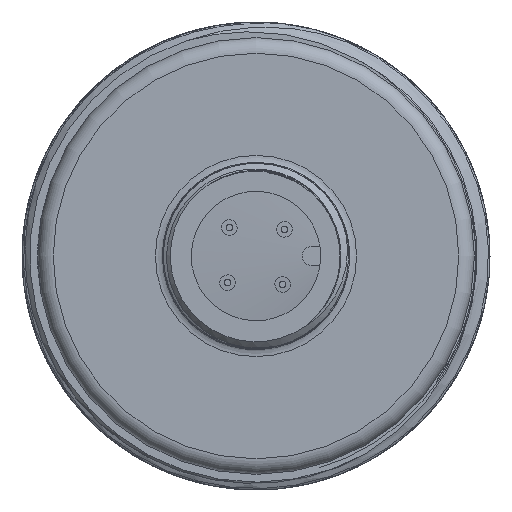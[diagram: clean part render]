
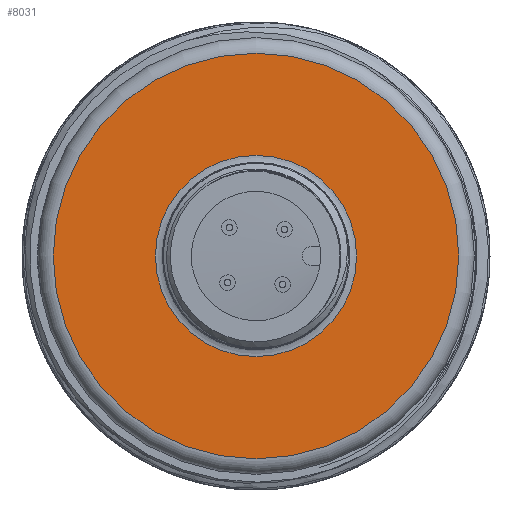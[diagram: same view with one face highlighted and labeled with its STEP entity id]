
A CAD part, front view. The second image highlights one B-rep face of the part: STEP entity #8031.
In plain terms, the highlighted planar face has unit normal (0, -1, 0).
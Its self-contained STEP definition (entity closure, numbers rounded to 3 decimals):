
#372=FACE_BOUND('',#1543,.T.);
#684=PLANE('',#8615);
#1093=FACE_OUTER_BOUND('',#1542,.T.);
#1542=EDGE_LOOP('',(#7517,#7518));
#1543=EDGE_LOOP('',(#7519,#7520));
#3437=CIRCLE('',#8613,6.45);
#3438=CIRCLE('',#8614,6.45);
#3439=CIRCLE('',#8616,13.);
#3440=CIRCLE('',#8617,13.);
#4193=VERTEX_POINT('',#27346);
#4194=VERTEX_POINT('',#27348);
#4195=VERTEX_POINT('',#27352);
#4196=VERTEX_POINT('',#27353);
#5311=EDGE_CURVE('',#4193,#4194,#3437,.T.);
#5312=EDGE_CURVE('',#4194,#4193,#3438,.T.);
#5313=EDGE_CURVE('',#4195,#4196,#3439,.T.);
#5314=EDGE_CURVE('',#4196,#4195,#3440,.T.);
#7517=ORIENTED_EDGE('',*,*,#5313,.F.);
#7518=ORIENTED_EDGE('',*,*,#5314,.F.);
#7519=ORIENTED_EDGE('',*,*,#5312,.F.);
#7520=ORIENTED_EDGE('',*,*,#5311,.F.);
#8031=ADVANCED_FACE('',(#1093,#372),#684,.T.);
#8613=AXIS2_PLACEMENT_3D('',#27349,#10582,#10583);
#8614=AXIS2_PLACEMENT_3D('',#27350,#10584,#10585);
#8615=AXIS2_PLACEMENT_3D('',#27351,#10586,#10587);
#8616=AXIS2_PLACEMENT_3D('',#27354,#10588,#10589);
#8617=AXIS2_PLACEMENT_3D('',#27355,#10590,#10591);
#10582=DIRECTION('center_axis',(0.,-1.,0.));
#10583=DIRECTION('ref_axis',(-1.,0.,0.));
#10584=DIRECTION('center_axis',(0.,-1.,0.));
#10585=DIRECTION('ref_axis',(-1.,0.,0.));
#10586=DIRECTION('center_axis',(0.,-1.,0.));
#10587=DIRECTION('ref_axis',(0.,0.,
-1.));
#10588=DIRECTION('center_axis',(0.,1.,0.));
#10589=DIRECTION('ref_axis',(-1.,0.,0.));
#10590=DIRECTION('center_axis',(0.,1.,0.));
#10591=DIRECTION('ref_axis',(-1.,0.,0.));
#27346=CARTESIAN_POINT('',(2.951,-5.331,25.365));
#27348=CARTESIAN_POINT('',(9.401,-5.331,18.915));
#27349=CARTESIAN_POINT('Origin',(2.951,-5.331,18.915));
#27350=CARTESIAN_POINT('Origin',(2.951,-5.331,18.915));
#27351=CARTESIAN_POINT('Origin',(8.401,-5.331,18.915));
#27352=CARTESIAN_POINT('',(15.951,-5.331,18.915));
#27353=CARTESIAN_POINT('',(2.951,-5.331,31.915));
#27354=CARTESIAN_POINT('Origin',(2.951,-5.331,18.915));
#27355=CARTESIAN_POINT('Origin',(2.951,-5.331,18.915));
